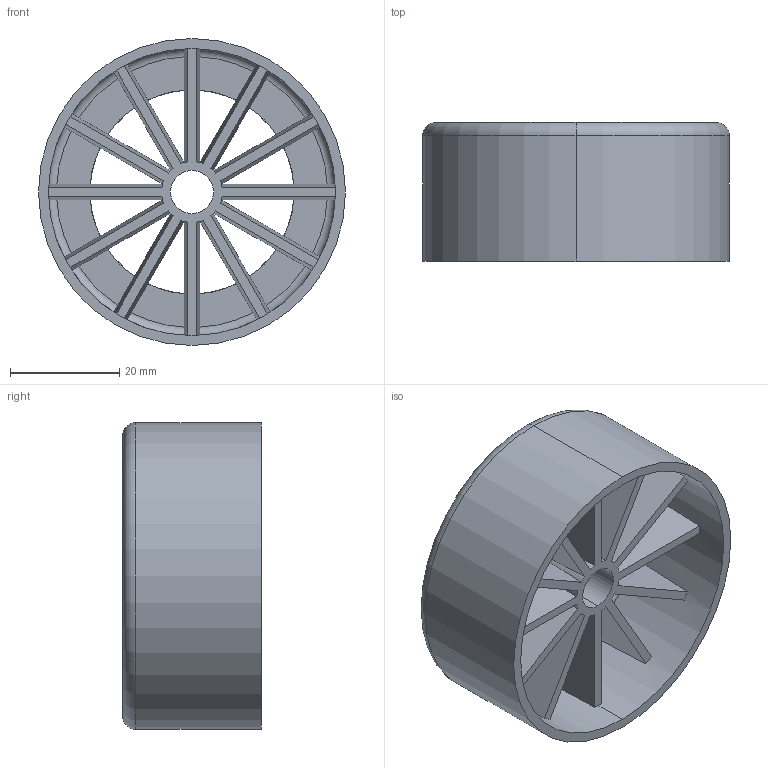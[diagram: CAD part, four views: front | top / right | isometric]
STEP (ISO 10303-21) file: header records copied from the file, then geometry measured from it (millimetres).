
FILE_DESCRIPTION (( 'STEP AP203' ), '1' );
FILE_NAME ('TopFan.STEP', '2020-01-18T18:39:54', ( '' ), ( '' ), 'SwSTEP 2.0', 'SolidWorks 2018', '' );
FILE_SCHEMA (( 'CONFIG_CONTROL_DESIGN' ));
Length unit declared in the file: millimetre
Products named in the file (1): TopFan
Bounding box: 56.1 x 25.33 x 56.1 mm (x, y, z)
Volume: 20868.7 mm3; surface area: 19378.7 mm2
Topology: 1 solids, 1 shells, 74 faces, 280 edges, 186 vertices
Faces by surface type: plane 40, torus 14, cone 12, cylinder 8
Entity records: 3385 total; most frequent: CARTESIAN_POINT 1069, ORIENTED_EDGE 560, DIRECTION 438, EDGE_CURVE 280, VERTEX_POINT 186, AXIS2_PLACEMENT_3D 179, CIRCLE 104, VECTOR 80
